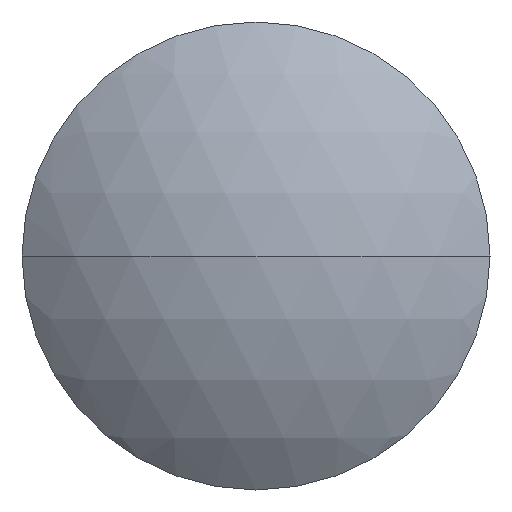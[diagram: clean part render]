
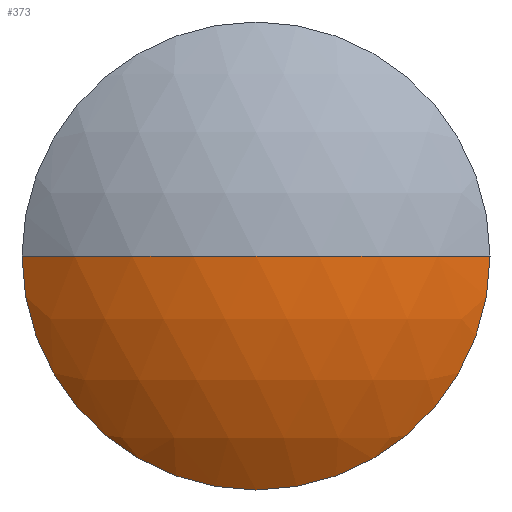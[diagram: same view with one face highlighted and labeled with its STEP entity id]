
A CAD part, left-side view. The second image highlights one B-rep face of the part: STEP entity #373.
In plain terms, the highlighted spherical face has radius 38.557 mm.
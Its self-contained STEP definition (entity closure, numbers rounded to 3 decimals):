
#2 = ORIENTED_EDGE ( 'NONE', *, *, #260, .T. ) ;
#14 = CARTESIAN_POINT ( 'NONE',  ( 27.557, 0., 0. ) ) ;
#20 = VERTEX_POINT ( 'NONE', #329 ) ;
#23 = CARTESIAN_POINT ( 'NONE',  ( 27.557, 0., 0. ) ) ;
#31 = DIRECTION ( 'NONE',  ( -1., 0., 0. ) ) ;
#49 = CIRCLE ( 'NONE', #328, 24.15 ) ;
#59 = EDGE_CURVE ( 'NONE', #183, #20, #370, .T. ) ;
#70 = CARTESIAN_POINT ( 'NONE',  ( -2.5, 0., -24.15 ) ) ;
#71 = CARTESIAN_POINT ( 'NONE',  ( -2.5, 0., 0. ) ) ;
#99 = ORIENTED_EDGE ( 'NONE', *, *, #272, .F. ) ;
#100 = DIRECTION ( 'NONE',  ( 0., 0., 1. ) ) ;
#109 = DIRECTION ( 'NONE',  ( 0., 1., 0. ) ) ;
#111 = DIRECTION ( 'NONE',  ( 1., 0., 0. ) ) ;
#146 = DIRECTION ( 'NONE',  ( 0., 0., -1. ) ) ;
#159 = DIRECTION ( 'NONE',  ( -1., 0., 0. ) ) ;
#163 = EDGE_LOOP ( 'NONE', ( #2, #172, #433, #99 ) ) ;
#172 = ORIENTED_EDGE ( 'NONE', *, *, #187, .T. ) ;
#177 = AXIS2_PLACEMENT_3D ( 'NONE', #71, #31, #588 ) ;
#183 = VERTEX_POINT ( 'NONE', #356 ) ;
#185 = CIRCLE ( 'NONE', #177, 24.15 ) ;
#187 = EDGE_CURVE ( 'NONE', #468, #183, #185, .T. ) ;
#230 = AXIS2_PLACEMENT_3D ( 'NONE', #236, #100, #111 ) ;
#236 = CARTESIAN_POINT ( 'NONE',  ( 27.557, 0., 0. ) ) ;
#252 = DIRECTION ( 'NONE',  ( 0., 0., 1. ) ) ;
#260 = EDGE_CURVE ( 'NONE', #302, #468, #49, .T. ) ;
#272 = EDGE_CURVE ( 'NONE', #302, #20, #390, .T. ) ;
#296 = SPHERICAL_SURFACE ( 'NONE', #528, 38.557 ) ;
#301 = CARTESIAN_POINT ( 'NONE',  ( -2.5, 0., 0. ) ) ;
#302 = VERTEX_POINT ( 'NONE', #477 ) ;
#328 = AXIS2_PLACEMENT_3D ( 'NONE', #301, #159, #252 ) ;
#329 = CARTESIAN_POINT ( 'NONE',  ( -11., 0., 0. ) ) ;
#356 = CARTESIAN_POINT ( 'NONE',  ( -2.5, -24.15, 0. ) ) ;
#370 = CIRCLE ( 'NONE', #471, 38.557 ) ;
#373 = ADVANCED_FACE ( 'NONE', ( #435 ), #296, .T. ) ;
#390 = CIRCLE ( 'NONE', #230, 38.557 ) ;
#432 = DIRECTION ( 'NONE',  ( 0., 0., -1. ) ) ;
#433 = ORIENTED_EDGE ( 'NONE', *, *, #59, .T. ) ;
#435 = FACE_OUTER_BOUND ( 'NONE', #163, .T. ) ;
#468 = VERTEX_POINT ( 'NONE', #70 ) ;
#471 = AXIS2_PLACEMENT_3D ( 'NONE', #14, #146, #524 ) ;
#477 = CARTESIAN_POINT ( 'NONE',  ( -2.5, 24.15, 0. ) ) ;
#524 = DIRECTION ( 'NONE',  ( 0., 1., 0. ) ) ;
#528 = AXIS2_PLACEMENT_3D ( 'NONE', #23, #432, #109 ) ;
#588 = DIRECTION ( 'NONE',  ( 0., 0., 1. ) ) ;
